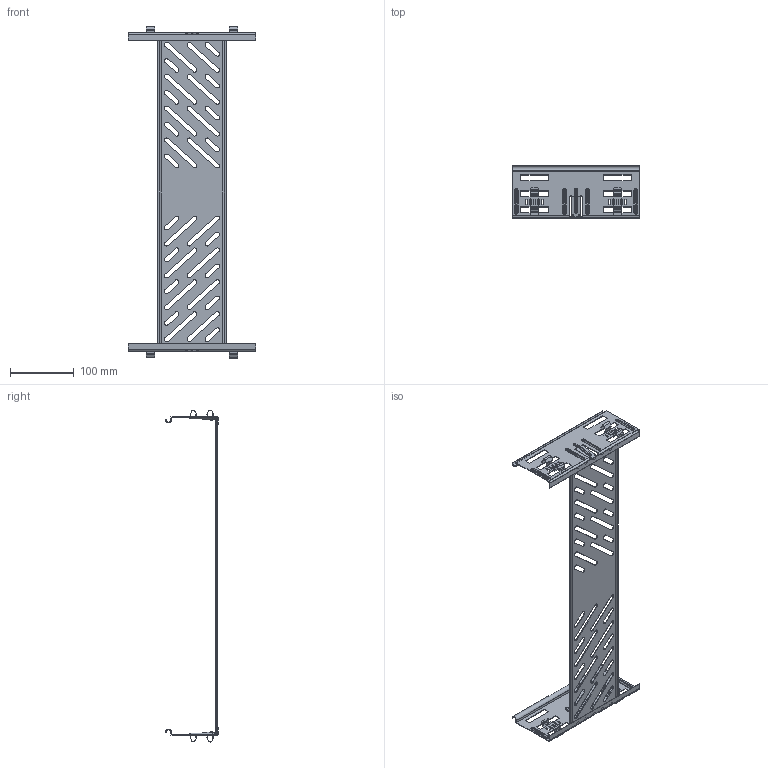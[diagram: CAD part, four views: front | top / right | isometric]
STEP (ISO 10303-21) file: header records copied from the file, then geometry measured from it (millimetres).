
FILE_DESCRIPTION (( 'STEP AP214' ), '1' );
FILE_NAME ('6069034.STP', '2017-04-12T08:02:21', ( '' ), ( '' ), 'SwSTEP 2.0', 'SolidWorks 2016', '' );
FILE_SCHEMA (( 'AUTOMOTIVE_DESIGN' ));
Length unit declared in the file: millimetre
Products named in the file (4): 040599_500; 6069034; 040601_Standard; 040579_85
Assembly tree (7 placements, depth 2):
  6069034
    040599_500
    040579_85  x2
    040601_Standard  x4
Bounding box: 200 x 83.2 x 521 mm (x, y, z)
Volume: 82427.7 mm3; surface area: 178303.8 mm2
Topology: 7 solids, 7 shells, 1147 faces, 2991 edges, 1862 vertices
Faces by surface type: plane 668, cylinder 315, torus 144, bspline 20
Entity records: 19665 total; most frequent: CARTESIAN_POINT 3568, DIRECTION 3403, ORIENTED_EDGE 3302, EDGE_CURVE 1651, AXIS2_PLACEMENT_3D 1165, LINE 1073, VECTOR 1073, VERTEX_POINT 1052
